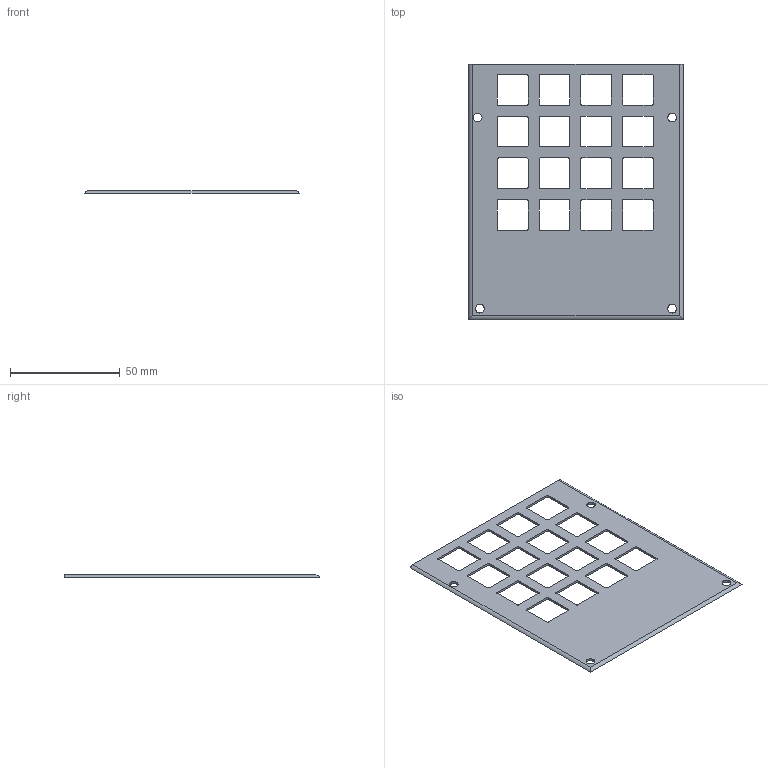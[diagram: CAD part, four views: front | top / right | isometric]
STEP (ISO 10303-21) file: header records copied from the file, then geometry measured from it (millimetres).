
FILE_DESCRIPTION(/* description */ (''),/* implementation_level */ '2;1');
FILE_NAME(/* name */ 'memory_game_top.step',/* time_stamp */ '2025-07-23T15:52:36+02:00',/* author */ (''),/* organization */ (''),/* preprocessor_version */ 'ST-DEVELOPER v20.1',/* originating_system */ 'Autodesk Translation Framework v14.10.0.0',/* authorisation */ '');
FILE_SCHEMA (('AUTOMOTIVE_DESIGN { 1 0 10303 214 3 1 1 }'));
Length unit declared in the file: centimetre
Products named in the file (2): (Unsaved); memory_game_top
Assembly tree (1 placements, depth 2):
  (Unsaved)
    memory_game_top
Bounding box: 97.8 x 116.48 x 1 mm (x, y, z)
Volume: 8043.3 mm3; surface area: 17566.9 mm2
Topology: 1 solids, 1 shells, 138 faces, 408 edges, 272 vertices
Faces by surface type: cylinder 71, plane 67
Full cylindrical faces by diameter (mm): 4 x4
Entity records: 4774 total; most frequent: DIRECTION 830, CARTESIAN_POINT 821, ORIENTED_EDGE 816, EDGE_CURVE 408, AXIS2_PLACEMENT_3D 281, VERTEX_POINT 272, LINE 268, VECTOR 268
